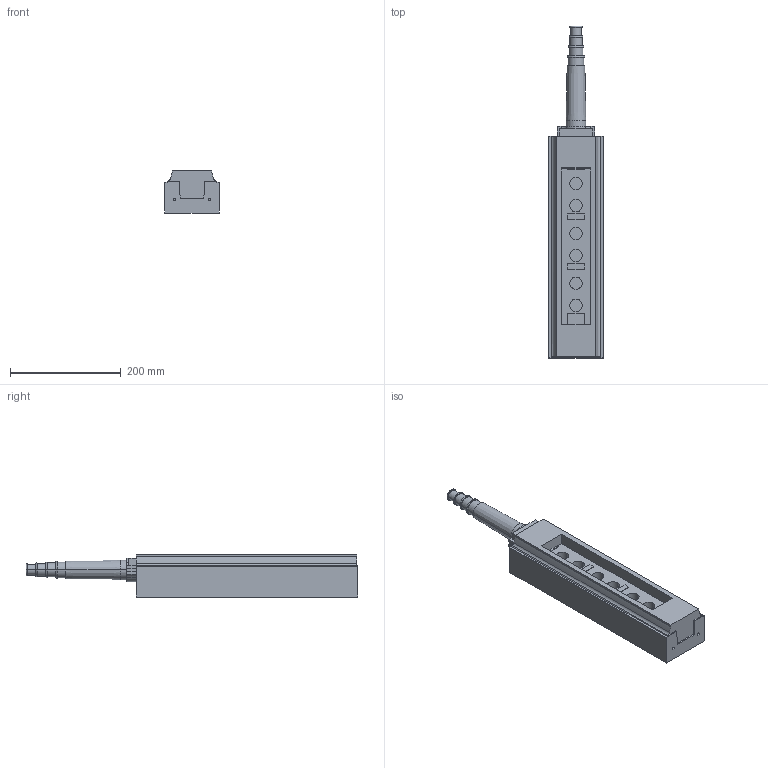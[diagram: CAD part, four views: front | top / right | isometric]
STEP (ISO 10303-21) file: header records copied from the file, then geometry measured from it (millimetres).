
FILE_DESCRIPTION((''),'2;1');
FILE_NAME('XACB06-3D_ASM','2021-05-06T13:25:44',('SESA481258'),('Schneider-Electric'),'CREO PARAMETRIC BY PTC INC, 2019471','CREO PARAMETRIC BY PTC INC, 2019471','');
FILE_SCHEMA(('AP242_MANAGED_MODEL_BASED_3D_ENGINEERING_MIM_LF { 1 0 10303 442 1 1 4 }'));
Length unit declared in the file: millimetre
Products named in the file (2): CB06-SWITCHBASE-3D; XACB06-3D_ASM
Assembly tree (1 placements, depth 2):
  XACB06-3D_ASM
    CB06-SWITCHBASE-3D
Bounding box: 98 x 599.49 x 76 mm (x, y, z)
Volume: 2540655.5 mm3; surface area: 212777.6 mm2
Topology: 1 solids, 1 shells, 187 faces, 464 edges, 337 vertices
Faces by surface type: plane 101, cylinder 68, cone 10, torus 8
Entity records: 33376 total; most frequent: CARTESIAN_POINT 27708, DIRECTION 1073, ORIENTED_EDGE 868, POLYLINE 462, EDGE_CURVE 434, AXIS2_PLACEMENT_3D 387, VECTOR 299, LINE 299
